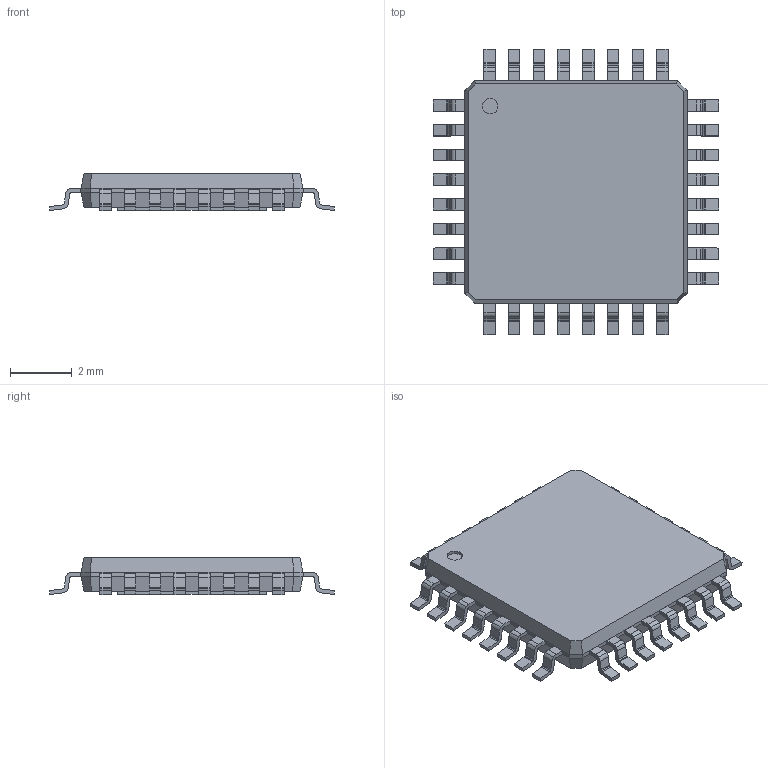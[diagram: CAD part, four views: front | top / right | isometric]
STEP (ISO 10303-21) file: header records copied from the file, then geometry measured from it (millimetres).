
FILE_DESCRIPTION((''),'2;1');
FILE_NAME('QFP80P900X900X120-32N.stp','2010-01-12T16:14:54',(''),(''),'Mechanical Desktop 2006','Mechanical Desktop 2006',', , ');
FILE_SCHEMA(('AUTOMOTIVE_DESIGN { 1 2 10303 214 0 1 1 1 }'));
Length unit declared in the file: millimetre
Products named in the file (1): Product
Bounding box: 9.25 x 9.25 x 1.2 mm (x, y, z)
Volume: 59.9 mm3; surface area: 224.9 mm2
Topology: 34 solids, 34 shells, 611 faces, 1610 edges, 1068 vertices
Faces by surface type: bspline 288, plane 193, cylinder 130
Entity records: 20635 total; most frequent: CARTESIAN_POINT 5946, ORIENTED_EDGE 3220, DIRECTION 2774, EDGE_CURVE 1610, VECTOR 1094, LINE 1094, VERTEX_POINT 1068, AXIS2_PLACEMENT_3D 840
